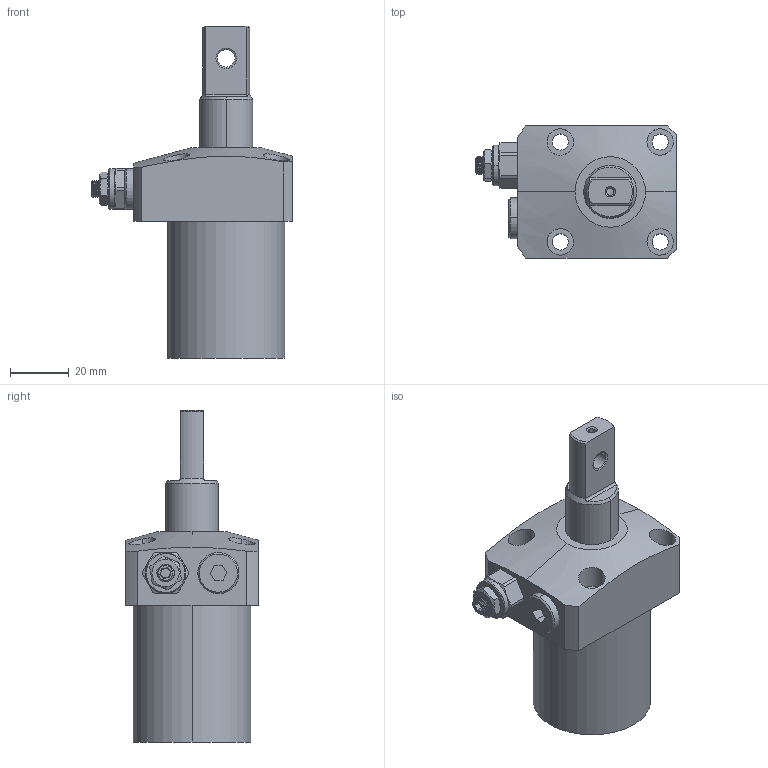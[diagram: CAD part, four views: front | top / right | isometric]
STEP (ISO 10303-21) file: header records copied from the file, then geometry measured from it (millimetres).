
FILE_DESCRIPTION (( 'STEP AP203' ), '1' );
FILE_NAME ('CHA-040Dx90C.STEP', '2019-12-06T07:43:25', ( '' ), ( '' ), 'SwSTEP 2.0', 'SolidWorks 2017', '' );
FILE_SCHEMA (( 'CONFIG_CONTROL_DESIGN' ));
Length unit declared in the file: millimetre
Products named in the file (5): CHA-040D(双臂）活塞杆; CHA-040掛极; CZL10覃厒概; G1-8黑芛; CHA-040Dx90C
Assembly tree (4 placements, depth 2):
  CHA-040Dx90C
    CHA-040掛极
    CHA-040D(双臂）活塞杆
    G1-8黑芛
    CZL10覃厒概
Bounding box: 68.3 x 45 x 113 mm (x, y, z)
Volume: 107823.5 mm3; surface area: 31580.1 mm2
Topology: 8 solids, 8 shells, 471 faces, 1250 edges, 807 vertices
Faces by surface type: cylinder 201, plane 103, cone 87, bspline 80
Entity records: 30863 total; most frequent: CARTESIAN_POINT 19739, ORIENTED_EDGE 2488, DIRECTION 1943, EDGE_CURVE 1244, VERTEX_POINT 805, AXIS2_PLACEMENT_3D 767, EDGE_LOOP 523, ADVANCED_FACE 471
